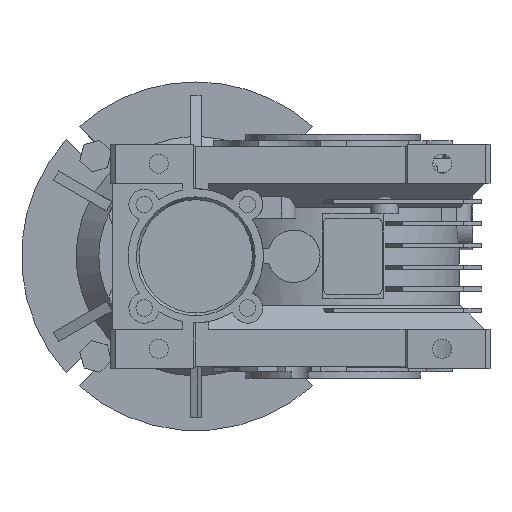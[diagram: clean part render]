
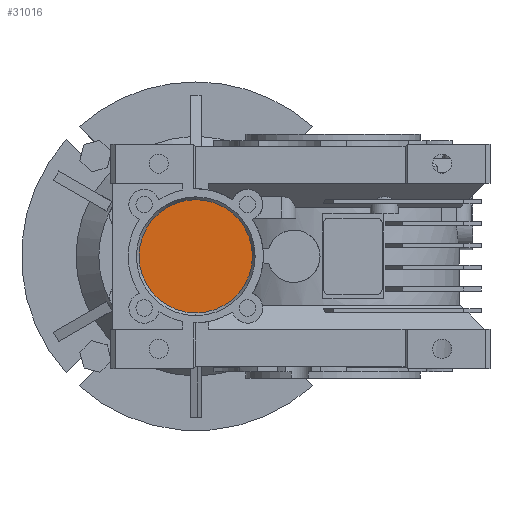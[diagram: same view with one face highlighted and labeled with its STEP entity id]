
A CAD part, left-side view. The second image highlights one B-rep face of the part: STEP entity #31016.
In plain terms, the highlighted planar face has unit normal (-1, 0, 0).
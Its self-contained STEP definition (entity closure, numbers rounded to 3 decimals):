
#2477 = CARTESIAN_POINT ( 'NONE',  ( -69.75, 63., 0. ) ) ;
#3095 = CARTESIAN_POINT ( 'NONE',  ( -69.75, 63., 0. ) ) ;
#5590 = DIRECTION ( 'NONE',  ( 0., 0., 1. ) ) ;
#6206 = DIRECTION ( 'NONE',  ( 0., 0., 1. ) ) ;
#8025 = VERTEX_POINT ( 'NONE', #27639 ) ;
#8222 = FACE_OUTER_BOUND ( 'NONE', #34699, .T. ) ;
#12165 = CIRCLE ( 'NONE', #27436, 26. ) ;
#14073 = ORIENTED_EDGE ( 'NONE', *, *, #21437, .T. ) ;
#15389 = CARTESIAN_POINT ( 'NONE',  ( -69.75, 37., 0. ) ) ;
#16559 = EDGE_CURVE ( 'NONE', #8025, #38757, #12165, .T. ) ;
#18490 = DIRECTION ( 'NONE',  ( 0., 0., 1. ) ) ;
#19816 = AXIS2_PLACEMENT_3D ( 'NONE', #15389, #37211, #18490 ) ;
#21437 = EDGE_CURVE ( 'NONE', #38757, #8025, #30083, .T. ) ;
#24321 = DIRECTION ( 'NONE',  ( -1., 0., 0. ) ) ;
#24926 = DIRECTION ( 'NONE',  ( -1., 0., 0. ) ) ;
#27436 = AXIS2_PLACEMENT_3D ( 'NONE', #2477, #24321, #5590 ) ;
#27639 = CARTESIAN_POINT ( 'NONE',  ( -69.75, 63., 26. ) ) ;
#28070 = AXIS2_PLACEMENT_3D ( 'NONE', #3095, #24926, #6206 ) ;
#30083 = CIRCLE ( 'NONE', #28070, 26. ) ;
#31016 = ADVANCED_FACE ( 'NONE', ( #8222 ), #34097, .F. ) ;
#34097 = PLANE ( 'NONE',  #19816 ) ;
#34485 = CARTESIAN_POINT ( 'NONE',  ( -69.75, 63., -26. ) ) ;
#34699 = EDGE_LOOP ( 'NONE', ( #35706, #14073 ) ) ;
#35706 = ORIENTED_EDGE ( 'NONE', *, *, #16559, .T. ) ;
#37211 = DIRECTION ( 'NONE',  ( 1., 0., 0. ) ) ;
#38757 = VERTEX_POINT ( 'NONE', #34485 ) ;
